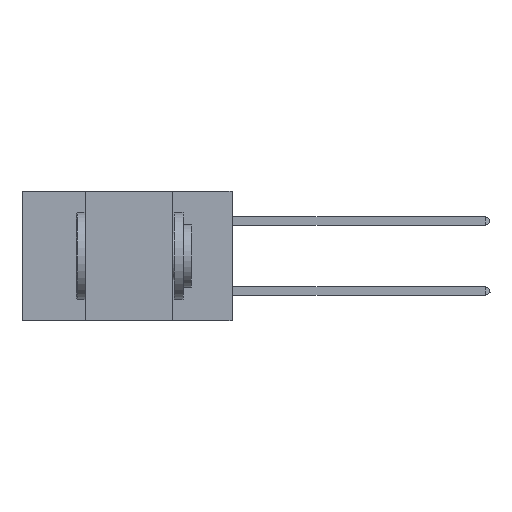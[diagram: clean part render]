
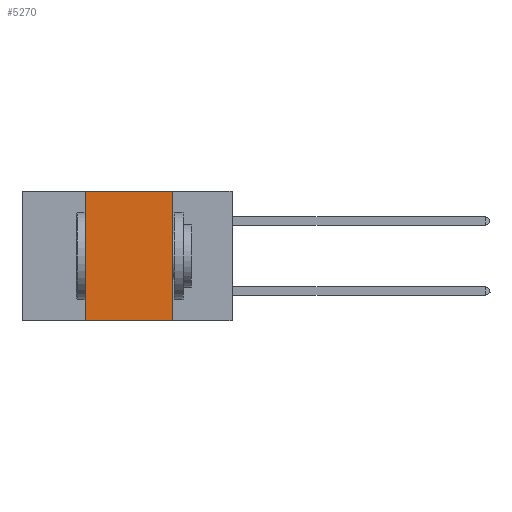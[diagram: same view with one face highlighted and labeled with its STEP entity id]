
A CAD part, left-side view. The second image highlights one B-rep face of the part: STEP entity #5270.
In plain terms, the highlighted planar face has unit normal (-1, 0, 0).
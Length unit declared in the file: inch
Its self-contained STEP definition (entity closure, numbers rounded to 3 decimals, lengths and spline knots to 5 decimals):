
#839 = LINE ( 'NONE', #7906, #10582 ) ;
#1037 = DIRECTION ( 'NONE',  ( 0., -1., 0. ) ) ;
#2498 = CARTESIAN_POINT ( 'NONE',  ( 0., 0.6, 0. ) ) ;
#2533 = CARTESIAN_POINT ( 'NONE',  ( 0., 0.6, 0. ) ) ;
#2534 = ORIENTED_EDGE ( 'NONE', *, *, #6118, .F. ) ;
#3546 = VERTEX_POINT ( 'NONE', #4673 ) ;
#4121 = LINE ( 'NONE', #7014, #8062 ) ;
#4673 = CARTESIAN_POINT ( 'NONE',  ( 0., 0.17, 0. ) ) ;
#4833 = EDGE_CURVE ( 'NONE', #12312, #15076, #4121, .T. ) ;
#5270 = ADVANCED_FACE ( 'NONE', ( #9016 ), #9727, .F. ) ;
#5784 = LINE ( 'NONE', #2498, #6872 ) ;
#6118 = EDGE_CURVE ( 'NONE', #8151, #3546, #5784, .T. ) ;
#6300 = EDGE_LOOP ( 'NONE', ( #12024, #2534, #14172, #10998 ) ) ;
#6872 = VECTOR ( 'NONE', #8293, 39.37008 ) ;
#7014 = CARTESIAN_POINT ( 'NONE',  ( 0., 0.6, -0.37 ) ) ;
#7568 = CARTESIAN_POINT ( 'NONE',  ( 0., 0.42, 0. ) ) ;
#7817 = DIRECTION ( 'NONE',  ( 0., 0., -1. ) ) ;
#7906 = CARTESIAN_POINT ( 'NONE',  ( 0., 0.17, 0. ) ) ;
#8062 = VECTOR ( 'NONE', #1037, 39.37008 ) ;
#8151 = VERTEX_POINT ( 'NONE', #12386 ) ;
#8293 = DIRECTION ( 'NONE',  ( 0., -1., 0. ) ) ;
#9016 = FACE_OUTER_BOUND ( 'NONE', #6300, .T. ) ;
#9216 = LINE ( 'NONE', #7568, #10141 ) ;
#9459 = CARTESIAN_POINT ( 'NONE',  ( 0., 0.17, -0.37 ) ) ;
#9727 = PLANE ( 'NONE',  #14413 ) ;
#9769 = DIRECTION ( 'NONE',  ( 0., 0., -1. ) ) ;
#9843 = CARTESIAN_POINT ( 'NONE',  ( 0., 0.42, -0.37 ) ) ;
#10141 = VECTOR ( 'NONE', #12360, 39.37008 ) ;
#10582 = VECTOR ( 'NONE', #7817, 39.37008 ) ;
#10998 = ORIENTED_EDGE ( 'NONE', *, *, #4833, .T. ) ;
#11151 = DIRECTION ( 'NONE',  ( 1., 0., 0. ) ) ;
#11576 = EDGE_CURVE ( 'NONE', #3546, #15076, #839, .T. ) ;
#12024 = ORIENTED_EDGE ( 'NONE', *, *, #11576, .F. ) ;
#12312 = VERTEX_POINT ( 'NONE', #9843 ) ;
#12360 = DIRECTION ( 'NONE',  ( 0., 0., 1. ) ) ;
#12386 = CARTESIAN_POINT ( 'NONE',  ( 0., 0.42, 0. ) ) ;
#13298 = EDGE_CURVE ( 'NONE', #12312, #8151, #9216, .T. ) ;
#14172 = ORIENTED_EDGE ( 'NONE', *, *, #13298, .F. ) ;
#14413 = AXIS2_PLACEMENT_3D ( 'NONE', #2533, #11151, #9769 ) ;
#15076 = VERTEX_POINT ( 'NONE', #9459 ) ;
